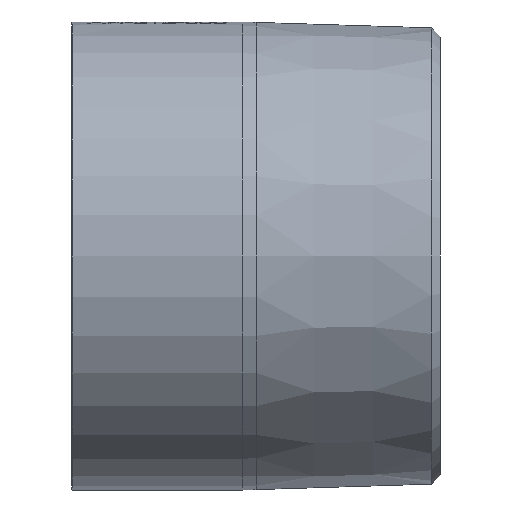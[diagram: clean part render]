
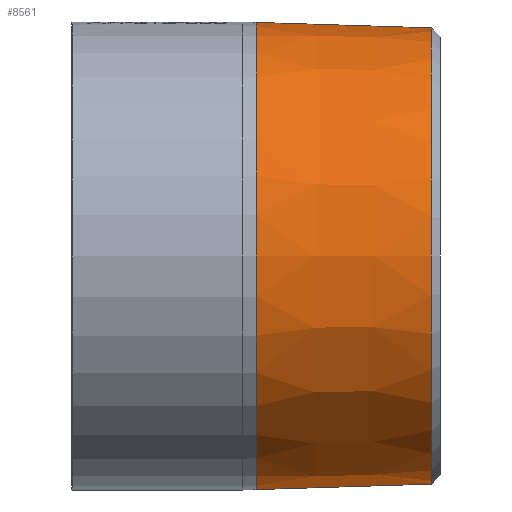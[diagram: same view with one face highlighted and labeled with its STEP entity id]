
A CAD part, front view. The second image highlights one B-rep face of the part: STEP entity #8561.
In plain terms, the highlighted conical face has half-angle 1.79 degrees and reference radius 37.59 mm.
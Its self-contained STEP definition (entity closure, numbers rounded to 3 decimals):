
#225 = CARTESIAN_POINT ( 'NONE',  ( 42.5, 0., 0. ) ) ;
#240 = AXIS2_PLACEMENT_3D ( 'NONE', #225, #1520, #18020 ) ;
#758 = CIRCLE ( 'NONE', #8532, 37.981 ) ;
#1520 = DIRECTION ( 'NONE',  ( -1., 0., 0. ) ) ;
#1755 = EDGE_CURVE ( 'NONE', #9689, #1800, #6417, .T. ) ;
#1800 = VERTEX_POINT ( 'NONE', #8410 ) ;
#2246 = ORIENTED_EDGE ( 'NONE', *, *, #9401, .T. ) ;
#2795 = VECTOR ( 'NONE', #16294, 1000. ) ;
#3240 = DIRECTION ( 'NONE',  ( -1., 0., -0.031 ) ) ;
#3922 = DIRECTION ( 'NONE',  ( -1., 0., 0. ) ) ;
#4155 = DIRECTION ( 'NONE',  ( 0., 0., 1. ) ) ;
#4972 = VERTEX_POINT ( 'NONE', #8338 ) ;
#5725 = CARTESIAN_POINT ( 'NONE',  ( 42.5, 0., 37.59 ) ) ;
#5800 = VECTOR ( 'NONE', #3240, 1000. ) ;
#6056 = LINE ( 'NONE', #5725, #2795 ) ;
#6158 = ORIENTED_EDGE ( 'NONE', *, *, #18489, .F. ) ;
#6417 = CIRCLE ( 'NONE', #15591, 37.091 ) ;
#6419 = EDGE_LOOP ( 'NONE', ( #6158, #8527, #2246, #17545 ) ) ;
#6923 = CARTESIAN_POINT ( 'NONE',  ( 58.472, 0., 0. ) ) ;
#7151 = CARTESIAN_POINT ( 'NONE',  ( 58.472, 0., -37.091 ) ) ;
#7860 = LINE ( 'NONE', #12078, #5800 ) ;
#8014 = CARTESIAN_POINT ( 'NONE',  ( 30., 0., 37.981 ) ) ;
#8195 = VERTEX_POINT ( 'NONE', #8014 ) ;
#8270 = CONICAL_SURFACE ( 'NONE', #240, 37.59, 0.031 ) ;
#8338 = CARTESIAN_POINT ( 'NONE',  ( 30., 0., -37.981 ) ) ;
#8410 = CARTESIAN_POINT ( 'NONE',  ( 58.472, 0., 37.091 ) ) ;
#8527 = ORIENTED_EDGE ( 'NONE', *, *, #1755, .T. ) ;
#8532 = AXIS2_PLACEMENT_3D ( 'NONE', #8719, #17424, #4155 ) ;
#8561 = ADVANCED_FACE ( 'NONE', ( #15475 ), #8270, .T. ) ;
#8719 = CARTESIAN_POINT ( 'NONE',  ( 30., 0., 0. ) ) ;
#9401 = EDGE_CURVE ( 'NONE', #1800, #8195, #6056, .T. ) ;
#9689 = VERTEX_POINT ( 'NONE', #7151 ) ;
#12078 = CARTESIAN_POINT ( 'NONE',  ( 42.5, 0., -37.59 ) ) ;
#13949 = EDGE_CURVE ( 'NONE', #4972, #8195, #758, .T. ) ;
#15475 = FACE_OUTER_BOUND ( 'NONE', #6419, .T. ) ;
#15591 = AXIS2_PLACEMENT_3D ( 'NONE', #6923, #3922, #15831 ) ;
#15831 = DIRECTION ( 'NONE',  ( 0., 0., 1. ) ) ;
#16294 = DIRECTION ( 'NONE',  ( -1., 0., 0.031 ) ) ;
#17424 = DIRECTION ( 'NONE',  ( -1., 0., 0. ) ) ;
#17545 = ORIENTED_EDGE ( 'NONE', *, *, #13949, .F. ) ;
#18020 = DIRECTION ( 'NONE',  ( 0., 0., 1. ) ) ;
#18489 = EDGE_CURVE ( 'NONE', #9689, #4972, #7860, .T. ) ;
